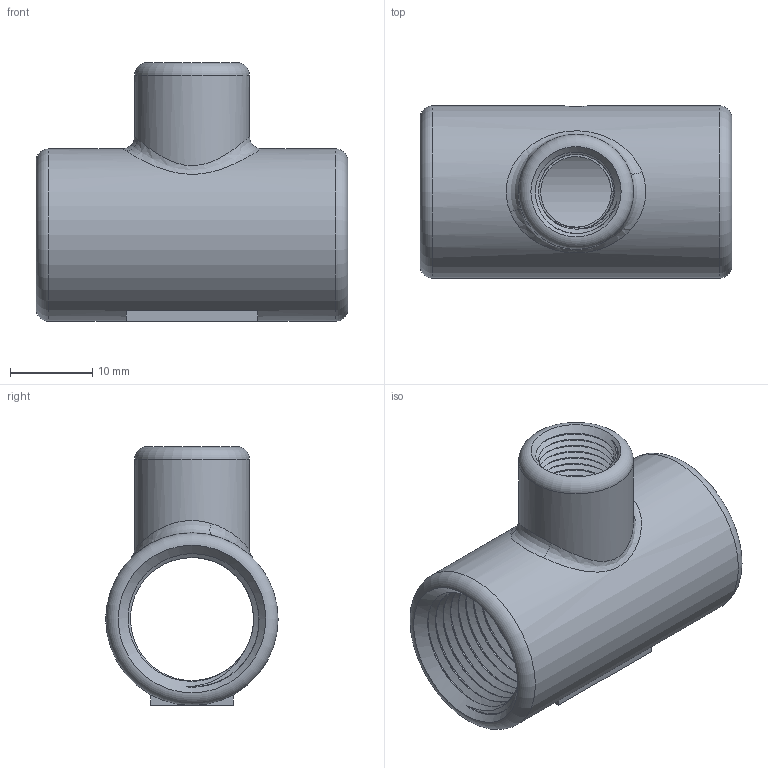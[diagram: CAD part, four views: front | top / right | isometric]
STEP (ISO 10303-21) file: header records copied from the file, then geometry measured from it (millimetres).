
FILE_DESCRIPTION(/* description */ ('Unknown'),/* implementation_level */ '2;1');
FILE_NAME(/* name */ 'dn10xdn6 -',/* time_stamp */ '2020-11-10T15:14:36+08:00',/* author */ ('Unknown'),/* organization */ ('Unknown'),/* preprocessor_version */ 'ST-DEVELOPER v16.7',/* originating_system */ 'DEX',/* authorisation */ $);
FILE_SCHEMA (('AUTOMOTIVE_DESIGN {1 0 10303 214 3 1 1}'));
Length unit declared in the file: millimetre
Products named in the file (1): dn10xdn6 -
Bounding box: 38 x 21 x 31.5 mm (x, y, z)
Volume: 6552.4 mm3; surface area: 6296.9 mm2
Topology: 1 solids, 1 shells, 58 faces, 200 edges, 142 vertices
Faces by surface type: cylinder 23, plane 16, bspline 13, cone 3, torus 3
Full cylindrical faces by diameter (mm): 3 x1, 8.6 x1, 14 x1, 15 x17, 21 x1
Entity records: 15810 total; most frequent: CARTESIAN_POINT 14654, ORIENTED_EDGE 332, EDGE_CURVE 166, VERTEX_POINT 140, DIRECTION 129, EDGE_LOOP 56, FACE_BOUND 56, AXIS2_PLACEMENT_3D 51
